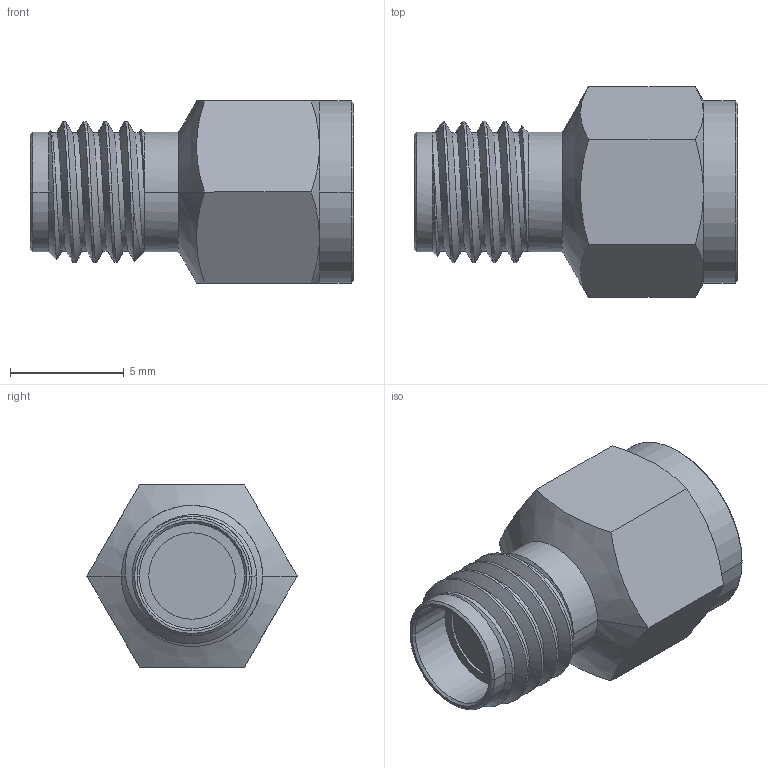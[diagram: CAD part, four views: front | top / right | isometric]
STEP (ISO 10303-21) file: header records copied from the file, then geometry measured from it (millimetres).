
FILE_DESCRIPTION (( 'STEP AP214' ), '1' );
FILE_NAME ('LCTR1174_3D.step', '2024-04-15T21:13:01', ( '' ), ( '' ), 'SwSTEP 2.0', 'SolidWorks 2022', '' );
FILE_SCHEMA (( 'AUTOMOTIVE_DESIGN' ));
Length unit declared in the file: millimetre
Products named in the file (1): LCTR1174_3D
Bounding box: 14.2 x 9.24 x 8 mm (x, y, z)
Volume: 521.8 mm3; surface area: 481 mm2
Topology: 1 solids, 1 shells, 57 faces, 135 edges, 82 vertices
Faces by surface type: cone 23, cylinder 19, plane 10, bspline 5
Entity records: 3238 total; most frequent: CARTESIAN_POINT 1996, ORIENTED_EDGE 270, DIRECTION 235, EDGE_CURVE 135, AXIS2_PLACEMENT_3D 98, VERTEX_POINT 82, EDGE_LOOP 59, ADVANCED_FACE 57
